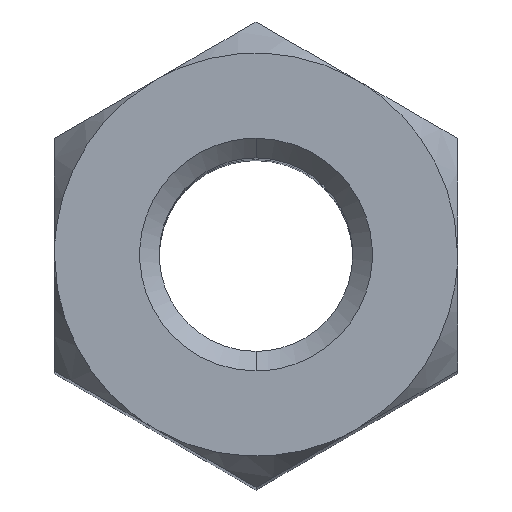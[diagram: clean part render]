
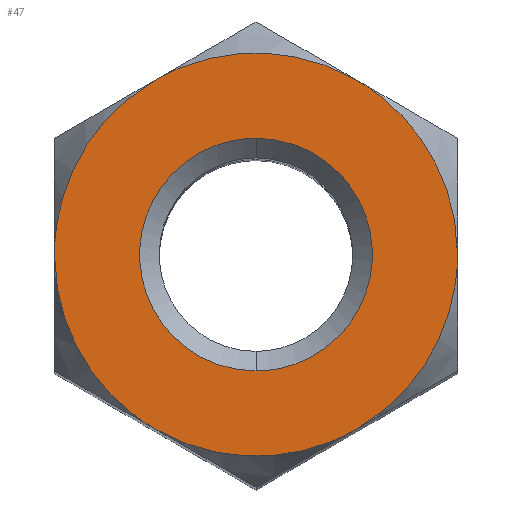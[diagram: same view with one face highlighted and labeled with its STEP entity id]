
A CAD part, top view. The second image highlights one B-rep face of the part: STEP entity #47.
In plain terms, the highlighted planar face has unit normal (0, 0, 1).
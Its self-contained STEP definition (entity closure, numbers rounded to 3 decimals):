
#25=FACE_BOUND('',#105,.T.);
#47=ADVANCED_FACE('',(#75,#25),#393,.T.);
#75=FACE_OUTER_BOUND('',#104,.T.);
#104=EDGE_LOOP('',(#200,#201,#202,#203,#204,#205));
#105=EDGE_LOOP('',(#206,#207));
#200=ORIENTED_EDGE('',*,*,#275,.T.);
#201=ORIENTED_EDGE('',*,*,#274,.T.);
#202=ORIENTED_EDGE('',*,*,#278,.T.);
#203=ORIENTED_EDGE('',*,*,#277,.T.);
#204=ORIENTED_EDGE('',*,*,#273,.T.);
#205=ORIENTED_EDGE('',*,*,#276,.T.);
#206=ORIENTED_EDGE('',*,*,#280,.T.);
#207=ORIENTED_EDGE('',*,*,#290,.T.);
#273=EDGE_CURVE('',#368,#371,#336,.T.);
#274=EDGE_CURVE('',#374,#377,#337,.T.);
#275=EDGE_CURVE('',#372,#374,#338,.T.);
#276=EDGE_CURVE('',#371,#372,#339,.T.);
#277=EDGE_CURVE('',#378,#368,#340,.T.);
#278=EDGE_CURVE('',#377,#378,#341,.T.);
#280=EDGE_CURVE('',#379,#385,#343,.T.);
#290=EDGE_CURVE('',#385,#379,#350,.T.);
#336=(
BOUNDED_CURVE()
B_SPLINE_CURVE(2,(#1031,#1032,#1033,#1034,#1035),.UNSPECIFIED.,.F.,.F.)
B_SPLINE_CURVE_WITH_KNOTS((3,2,3),(10.442,11.781,13.12),
 .UNSPECIFIED.)
CURVE()
GEOMETRIC_REPRESENTATION_ITEM()
RATIONAL_B_SPLINE_CURVE((1.,0.966,1.,0.966,1.))
REPRESENTATION_ITEM('')
);
#337=(
BOUNDED_CURVE()
B_SPLINE_CURVE(2,(#1036,#1037,#1038,#1039,#1040),.UNSPECIFIED.,.F.,.F.)
B_SPLINE_CURVE_WITH_KNOTS((3,2,3),(2.588,3.927,5.266),
 .UNSPECIFIED.)
CURVE()
GEOMETRIC_REPRESENTATION_ITEM()
RATIONAL_B_SPLINE_CURVE((1.,0.966,1.,0.966,1.))
REPRESENTATION_ITEM('')
);
#338=(
BOUNDED_CURVE()
B_SPLINE_CURVE(2,(#1041,#1042,#1043),.UNSPECIFIED.,.F.,.F.)
B_SPLINE_CURVE_WITH_KNOTS((3,3),(0.,2.588),.UNSPECIFIED.)
CURVE()
GEOMETRIC_REPRESENTATION_ITEM()
RATIONAL_B_SPLINE_CURVE((1.,0.866,1.))
REPRESENTATION_ITEM('')
);
#339=(
BOUNDED_CURVE()
B_SPLINE_CURVE(2,(#1044,#1045,#1046),.UNSPECIFIED.,.F.,.F.)
B_SPLINE_CURVE_WITH_KNOTS((3,3),(13.12,15.708),
 .UNSPECIFIED.)
CURVE()
GEOMETRIC_REPRESENTATION_ITEM()
RATIONAL_B_SPLINE_CURVE((1.,0.866,1.))
REPRESENTATION_ITEM('')
);
#340=(
BOUNDED_CURVE()
B_SPLINE_CURVE(2,(#1047,#1048,#1049),.UNSPECIFIED.,.F.,.F.)
B_SPLINE_CURVE_WITH_KNOTS((3,3),(7.854,10.442),
 .UNSPECIFIED.)
CURVE()
GEOMETRIC_REPRESENTATION_ITEM()
RATIONAL_B_SPLINE_CURVE((1.,0.866,1.))
REPRESENTATION_ITEM('')
);
#341=(
BOUNDED_CURVE()
B_SPLINE_CURVE(2,(#1050,#1051,#1052),.UNSPECIFIED.,.F.,.F.)
B_SPLINE_CURVE_WITH_KNOTS((3,3),(5.266,7.854),
 .UNSPECIFIED.)
CURVE()
GEOMETRIC_REPRESENTATION_ITEM()
RATIONAL_B_SPLINE_CURVE((1.,0.866,1.))
REPRESENTATION_ITEM('')
);
#343=(
BOUNDED_CURVE()
B_SPLINE_CURVE(2,(#1058,#1059,#1060,#1061,#1062),.UNSPECIFIED.,.F.,.F.)
B_SPLINE_CURVE_WITH_KNOTS((3,2,3),(-9.069,-6.802,-4.534),
 .UNSPECIFIED.)
CURVE()
GEOMETRIC_REPRESENTATION_ITEM()
RATIONAL_B_SPLINE_CURVE((1.,0.707,1.,0.707,1.))
REPRESENTATION_ITEM('')
);
#350=(
BOUNDED_CURVE()
B_SPLINE_CURVE(2,(#1093,#1094,#1095,#1096,#1097),.UNSPECIFIED.,.F.,.F.)
B_SPLINE_CURVE_WITH_KNOTS((3,2,3),(-4.534,-2.267,0.),
 .UNSPECIFIED.)
CURVE()
GEOMETRIC_REPRESENTATION_ITEM()
RATIONAL_B_SPLINE_CURVE((1.,0.707,1.,0.707,1.))
REPRESENTATION_ITEM('')
);
#368=VERTEX_POINT('',#840);
#371=VERTEX_POINT('',#843);
#372=VERTEX_POINT('',#844);
#374=VERTEX_POINT('',#846);
#377=VERTEX_POINT('',#849);
#378=VERTEX_POINT('',#850);
#379=VERTEX_POINT('',#851);
#385=VERTEX_POINT('',#857);
#393=PLANE('',#441);
#441=AXIS2_PLACEMENT_3D('',#715,#452,$);
#452=DIRECTION('',(0.,0.,1.));
#715=CARTESIAN_POINT('',(137.45,-2.55,0.));
#840=CARTESIAN_POINT('',(138.75,-2.165,0.));
#843=CARTESIAN_POINT('',(141.25,-2.165,0.));
#844=CARTESIAN_POINT('',(142.5,0.,0.));
#846=CARTESIAN_POINT('',(141.25,2.165,0.));
#849=CARTESIAN_POINT('',(138.75,2.165,0.));
#850=CARTESIAN_POINT('',(137.5,0.,0.));
#851=CARTESIAN_POINT('',(140.,-1.443,0.));
#857=CARTESIAN_POINT('',(140.,1.443,0.));
#1031=CARTESIAN_POINT('',(138.75,-2.165,0.));
#1032=CARTESIAN_POINT('',(139.33,-2.5,0.));
#1033=CARTESIAN_POINT('',(140.,-2.5,0.));
#1034=CARTESIAN_POINT('',(140.67,-2.5,0.));
#1035=CARTESIAN_POINT('',(141.25,-2.165,0.));
#1036=CARTESIAN_POINT('',(141.25,2.165,0.));
#1037=CARTESIAN_POINT('',(140.67,2.5,0.));
#1038=CARTESIAN_POINT('',(140.,2.5,0.));
#1039=CARTESIAN_POINT('',(139.33,2.5,0.));
#1040=CARTESIAN_POINT('',(138.75,2.165,0.));
#1041=CARTESIAN_POINT('',(142.5,0.,0.));
#1042=CARTESIAN_POINT('',(142.5,1.443,0.));
#1043=CARTESIAN_POINT('',(141.25,2.165,0.));
#1044=CARTESIAN_POINT('',(141.25,-2.165,0.));
#1045=CARTESIAN_POINT('',(142.5,-1.443,0.));
#1046=CARTESIAN_POINT('',(142.5,0.,0.));
#1047=CARTESIAN_POINT('',(137.5,0.,0.));
#1048=CARTESIAN_POINT('',(137.5,-1.443,0.));
#1049=CARTESIAN_POINT('',(138.75,-2.165,0.));
#1050=CARTESIAN_POINT('',(138.75,2.165,0.));
#1051=CARTESIAN_POINT('',(137.5,1.443,0.));
#1052=CARTESIAN_POINT('',(137.5,0.,0.));
#1058=CARTESIAN_POINT('',(140.,-1.443,0.));
#1059=CARTESIAN_POINT('',(138.557,-1.443,0.));
#1060=CARTESIAN_POINT('',(138.557,0.,0.));
#1061=CARTESIAN_POINT('',(138.557,1.443,0.));
#1062=CARTESIAN_POINT('',(140.,1.443,0.));
#1093=CARTESIAN_POINT('',(140.,1.443,0.));
#1094=CARTESIAN_POINT('',(141.443,1.443,0.));
#1095=CARTESIAN_POINT('',(141.443,0.,0.));
#1096=CARTESIAN_POINT('',(141.443,-1.443,0.));
#1097=CARTESIAN_POINT('',(140.,-1.443,0.));
